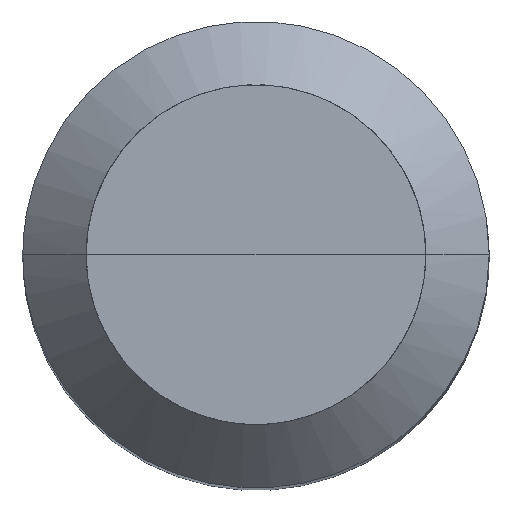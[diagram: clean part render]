
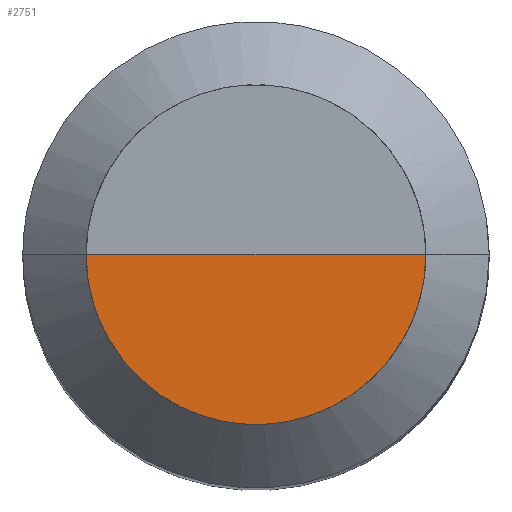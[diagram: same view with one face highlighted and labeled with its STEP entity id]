
A CAD part, top view. The second image highlights one B-rep face of the part: STEP entity #2751.
In plain terms, the highlighted free-form (B-spline) face has degree [1, 2] with [2, 5] control points.
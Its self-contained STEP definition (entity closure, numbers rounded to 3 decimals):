
#2394=CARTESIAN_POINT('',(5.1,0.0,45.0));
#2398=CARTESIAN_POINT('',(-5.1,0.0,45.0));
#2399=CARTESIAN_POINT('',(0.0,0.0,45.0));
#2412=CARTESIAN_POINT('',(-5.1,-5.1,45.0));
#2413=CARTESIAN_POINT('',(0.0,-5.1,45.0));
#2414=CARTESIAN_POINT('',(5.1,-5.1,45.0));
#2736=(
BOUNDED_SURFACE()
B_SPLINE_SURFACE(1,2,(
(#2398,#2412,#2413,#2414,#2394),
(#2399,#2399,#2399,#2399,#2399)
), .UNSPECIFIED.,.F.,.F.,.F.)
B_SPLINE_SURFACE_WITH_KNOTS((2,2),(3,2,3),(
0.0,1.0),(
0.0,0.5,1.0), .UNSPECIFIED.)
GEOMETRIC_REPRESENTATION_ITEM()
RATIONAL_B_SPLINE_SURFACE(((1.0,0.707,1.0,0.707,1.0),
(1.0,0.707,1.0,0.707,1.0)
))
REPRESENTATION_ITEM('')
SURFACE()
);
#2737=(
BOUNDED_CURVE()
B_SPLINE_CURVE(1,(#2399,#2394),.UNSPECIFIED.,.F.,.F.)
B_SPLINE_CURVE_WITH_KNOTS((2,2),
(0.0,1.0),.UNSPECIFIED.)
CURVE()
GEOMETRIC_REPRESENTATION_ITEM()
RATIONAL_B_SPLINE_CURVE((1.0,1.0))
REPRESENTATION_ITEM('')
);
#2738=(
BOUNDED_CURVE()
B_SPLINE_CURVE(2,(#2394,#2414,#2413,#2412,#2398),.UNSPECIFIED.,.F.,.F.)
B_SPLINE_CURVE_WITH_KNOTS((3,2,3),
(0.0,0.5,1.0),.UNSPECIFIED.)
CURVE()
GEOMETRIC_REPRESENTATION_ITEM()
RATIONAL_B_SPLINE_CURVE((1.0,0.707,1.0,0.707,1.0))
REPRESENTATION_ITEM('')
);
#2739=(
BOUNDED_CURVE()
B_SPLINE_CURVE(1,(#2398,#2399),.UNSPECIFIED.,.F.,.F.)
B_SPLINE_CURVE_WITH_KNOTS((2,2),
(0.0,1.0),.UNSPECIFIED.)
CURVE()
GEOMETRIC_REPRESENTATION_ITEM()
RATIONAL_B_SPLINE_CURVE((1.0,1.0))
REPRESENTATION_ITEM('')
);
#2740=VERTEX_POINT('',#2394);
#2741=VERTEX_POINT('',#2398);
#2742=VERTEX_POINT('',#2399);
#2743=EDGE_CURVE('',#2742,#2740,#2737,.T.);
#2744=EDGE_CURVE('',#2740,#2741,#2738,.T.);
#2745=EDGE_CURVE('',#2741,#2742,#2739,.T.);
#2746=ORIENTED_EDGE('',*,*,#2743,.T.);
#2747=ORIENTED_EDGE('',*,*,#2744,.T.);
#2748=ORIENTED_EDGE('',*,*,#2745,.T.);
#2749=EDGE_LOOP('',(#2746,#2747,#2748));
#2750=FACE_OUTER_BOUND('',#2749,.T.);
#2751=ADVANCED_FACE('',(#2750),#2736,.T.);
